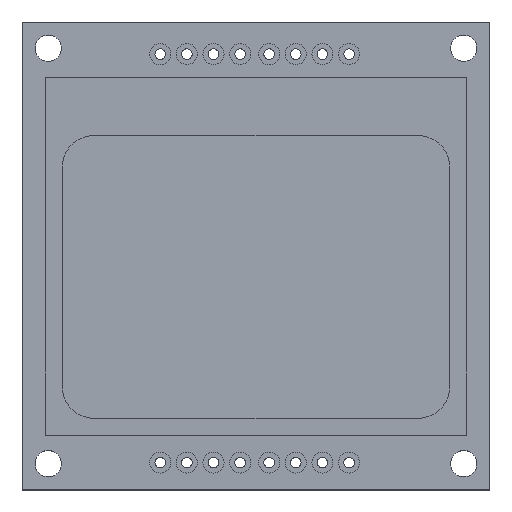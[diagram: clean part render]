
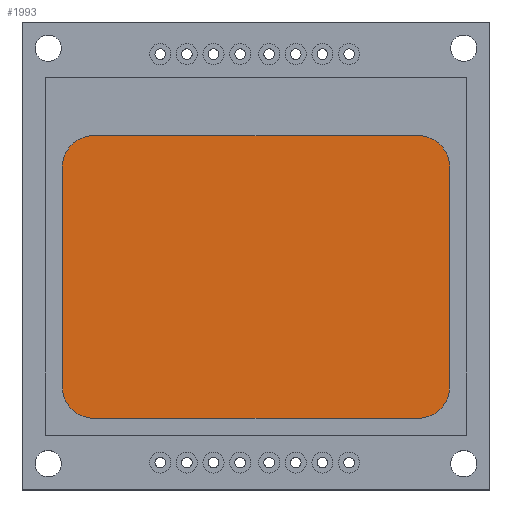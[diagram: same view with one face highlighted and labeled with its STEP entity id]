
A CAD part, top view. The second image highlights one B-rep face of the part: STEP entity #1993.
In plain terms, the highlighted planar face has unit normal (0, 0, 1).
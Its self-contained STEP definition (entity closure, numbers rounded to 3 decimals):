
#1802 = VERTEX_POINT('',#1803);
#1803 = CARTESIAN_POINT('',(-18.4,7.8,4.3));
#1809 = EDGE_CURVE('',#1802,#1810,#1812,.T.);
#1810 = VERTEX_POINT('',#1811);
#1811 = CARTESIAN_POINT('',(-18.4,28.659,4.3));
#1812 = LINE('',#1813,#1814);
#1813 = CARTESIAN_POINT('',(-18.4,7.8,4.3));
#1814 = VECTOR('',#1815,1.);
#1815 = DIRECTION('',(0.,1.,0.));
#1833 = VERTEX_POINT('',#1834);
#1834 = CARTESIAN_POINT('',(-15.4,31.659,4.3));
#1840 = EDGE_CURVE('',#1833,#1810,#1841,.T.);
#1841 = CIRCLE('',#1842,3.);
#1842 = AXIS2_PLACEMENT_3D('',#1843,#1844,#1845);
#1843 = CARTESIAN_POINT('',(-15.4,28.659,4.3));
#1844 = DIRECTION('',(0.,0.,1.));
#1845 = DIRECTION('',(1.,0.,0.));
#1858 = EDGE_CURVE('',#1833,#1859,#1861,.T.);
#1859 = VERTEX_POINT('',#1860);
#1860 = CARTESIAN_POINT('',(15.4,31.659,4.3));
#1861 = LINE('',#1862,#1863);
#1862 = CARTESIAN_POINT('',(-15.4,31.659,4.3));
#1863 = VECTOR('',#1864,1.);
#1864 = DIRECTION('',(1.,0.,0.));
#1882 = VERTEX_POINT('',#1883);
#1883 = CARTESIAN_POINT('',(18.4,28.659,4.3));
#1889 = EDGE_CURVE('',#1882,#1859,#1890,.T.);
#1890 = CIRCLE('',#1891,3.);
#1891 = AXIS2_PLACEMENT_3D('',#1892,#1893,#1894);
#1892 = CARTESIAN_POINT('',(15.4,28.659,4.3));
#1893 = DIRECTION('',(0.,0.,1.));
#1894 = DIRECTION('',(1.,0.,0.));
#1907 = EDGE_CURVE('',#1882,#1908,#1910,.T.);
#1908 = VERTEX_POINT('',#1909);
#1909 = CARTESIAN_POINT('',(18.4,7.8,4.3));
#1910 = LINE('',#1911,#1912);
#1911 = CARTESIAN_POINT('',(18.4,28.659,4.3));
#1912 = VECTOR('',#1913,1.);
#1913 = DIRECTION('',(0.,-1.,0.));
#1931 = VERTEX_POINT('',#1932);
#1932 = CARTESIAN_POINT('',(15.4,4.8,4.3));
#1938 = EDGE_CURVE('',#1931,#1908,#1939,.T.);
#1939 = CIRCLE('',#1940,3.);
#1940 = AXIS2_PLACEMENT_3D('',#1941,#1942,#1943);
#1941 = CARTESIAN_POINT('',(15.4,7.8,4.3));
#1942 = DIRECTION('',(0.,0.,1.));
#1943 = DIRECTION('',(1.,0.,0.));
#1956 = EDGE_CURVE('',#1931,#1957,#1959,.T.);
#1957 = VERTEX_POINT('',#1958);
#1958 = CARTESIAN_POINT('',(-15.4,4.8,4.3));
#1959 = LINE('',#1960,#1961);
#1960 = CARTESIAN_POINT('',(15.4,4.8,4.3));
#1961 = VECTOR('',#1962,1.);
#1962 = DIRECTION('',(-1.,0.,0.));
#1980 = EDGE_CURVE('',#1802,#1957,#1981,.T.);
#1981 = CIRCLE('',#1982,3.);
#1982 = AXIS2_PLACEMENT_3D('',#1983,#1984,#1985);
#1983 = CARTESIAN_POINT('',(-15.4,7.8,4.3));
#1984 = DIRECTION('',(0.,0.,1.));
#1985 = DIRECTION('',(1.,0.,0.));
#1993 = ADVANCED_FACE('',(#1994),#2004,.F.);
#1994 = FACE_BOUND('',#1995,.F.);
#1995 = EDGE_LOOP('',(#1996,#1997,#1998,#1999,#2000,#2001,#2002,#2003));
#1996 = ORIENTED_EDGE('',*,*,#1809,.T.);
#1997 = ORIENTED_EDGE('',*,*,#1840,.F.);
#1998 = ORIENTED_EDGE('',*,*,#1858,.T.);
#1999 = ORIENTED_EDGE('',*,*,#1889,.F.);
#2000 = ORIENTED_EDGE('',*,*,#1907,.T.);
#2001 = ORIENTED_EDGE('',*,*,#1938,.F.);
#2002 = ORIENTED_EDGE('',*,*,#1956,.T.);
#2003 = ORIENTED_EDGE('',*,*,#1980,.F.);
#2004 = PLANE('',#2005);
#2005 = AXIS2_PLACEMENT_3D('',#2006,#2007,#2008);
#2006 = CARTESIAN_POINT('',(0.,18.23,4.3));
#2007 = DIRECTION('',(-0.,-0.,-1.));
#2008 = DIRECTION('',(-1.,0.,0.));
